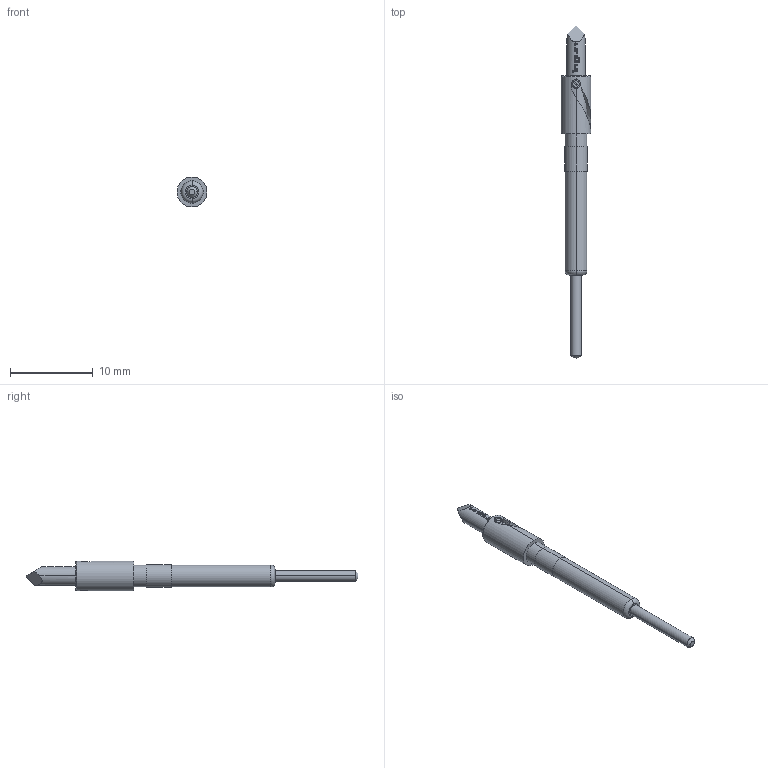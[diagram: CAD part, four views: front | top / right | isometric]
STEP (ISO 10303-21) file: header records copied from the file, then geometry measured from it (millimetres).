
FILE_DESCRIPTION (( 'STEP AP203' ), '1' );
FILE_NAME ('INGUN_GKS-713_257_225_R_xx07.STEP', '2021-03-25T11:04:46', ( '' ), ( '' ), 'SwSTEP 2.0', 'SolidWorks 2018', '' );
FILE_SCHEMA (( 'CONFIG_CONTROL_DESIGN' ));
Length unit declared in the file: millimetre
Products named in the file (1): INGUN_GKS-713_257_225_R_xx07
Bounding box: 3.6 x 40 x 3.6 mm (x, y, z)
Volume: 194.1 mm3; surface area: 324.8 mm2
Topology: 1 solids, 1 shells, 122 faces, 319 edges, 210 vertices
Faces by surface type: bspline 65, cylinder 32, plane 16, cone 7, torus 2
Entity records: 5014 total; most frequent: CARTESIAN_POINT 2581, ORIENTED_EDGE 638, EDGE_CURVE 319, DIRECTION 236, B_SPLINE_CURVE_WITH_KNOTS 220, VERTEX_POINT 210, EDGE_LOOP 133, ADVANCED_FACE 122
